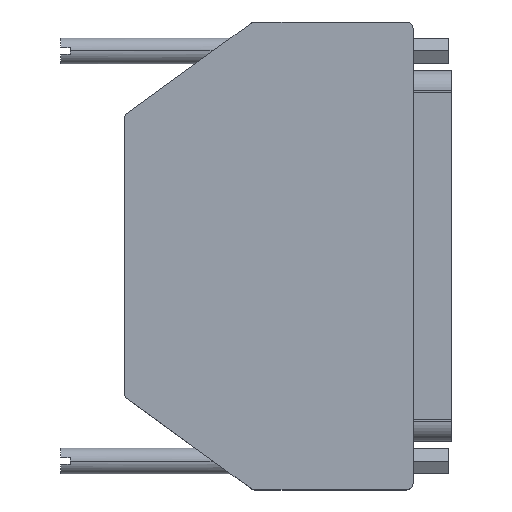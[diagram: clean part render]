
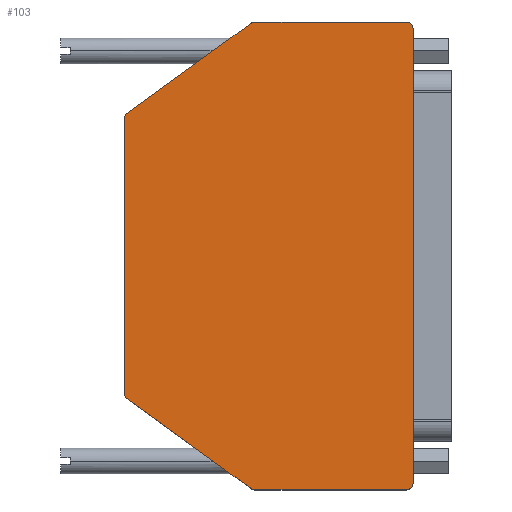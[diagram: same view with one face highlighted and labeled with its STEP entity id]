
A CAD part, top view. The second image highlights one B-rep face of the part: STEP entity #103.
In plain terms, the highlighted planar face has unit normal (0, 0, 1).
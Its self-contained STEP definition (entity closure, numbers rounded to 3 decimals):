
#103=ADVANCED_FACE('',(#227),#228,.T.);
#227=FACE_OUTER_BOUND('',#352,.T.);
#228=PLANE('',#353);
#352=EDGE_LOOP('',(#807,#808,#809,#810,#811,#812,#813,#814,#815,#816,#817,#818));
#353=AXIS2_PLACEMENT_3D('',#819,#820,#821);
#807=ORIENTED_EDGE('',*,*,#964,.F.);
#808=ORIENTED_EDGE('',*,*,#987,.F.);
#809=ORIENTED_EDGE('',*,*,#984,.F.);
#810=ORIENTED_EDGE('',*,*,#933,.F.);
#811=ORIENTED_EDGE('',*,*,#840,.F.);
#812=ORIENTED_EDGE('',*,*,#982,.F.);
#813=ORIENTED_EDGE('',*,*,#979,.F.);
#814=ORIENTED_EDGE('',*,*,#976,.F.);
#815=ORIENTED_EDGE('',*,*,#842,.F.);
#816=ORIENTED_EDGE('',*,*,#974,.F.);
#817=ORIENTED_EDGE('',*,*,#973,.F.);
#818=ORIENTED_EDGE('',*,*,#968,.F.);
#819=CARTESIAN_POINT('',(-20.09,0.,15.0));
#820=DIRECTION('',(0.0,0.0,1.0));
#821=DIRECTION('',(1.0,0.0,0.0));
#840=EDGE_CURVE('',#994,#990,#996,.T.);
#842=EDGE_CURVE('',#998,#1000,#1001,.T.);
#933=EDGE_CURVE('',#990,#1159,#1160,.T.);
#964=EDGE_CURVE('',#1204,#1205,#1206,.T.);
#968=EDGE_CURVE('',#1205,#1212,#1213,.T.);
#973=EDGE_CURVE('',#1212,#1218,#1221,.T.);
#974=EDGE_CURVE('',#1218,#998,#1222,.T.);
#976=EDGE_CURVE('',#1000,#1224,#1225,.T.);
#979=EDGE_CURVE('',#1224,#1229,#1230,.T.);
#982=EDGE_CURVE('',#1229,#994,#1234,.T.);
#984=EDGE_CURVE('',#1159,#1236,#1237,.T.);
#987=EDGE_CURVE('',#1236,#1204,#1241,.T.);
#990=VERTEX_POINT('',#1244);
#994=VERTEX_POINT('',#1249);
#996=CIRCLE('',#1252,1.);
#998=VERTEX_POINT('',#1254);
#1000=VERTEX_POINT('',#1257);
#1001=CIRCLE('',#1258,1.);
#1159=VERTEX_POINT('',#1475);
#1160=LINE('',#1476,#1477);
#1204=VERTEX_POINT('',#1547);
#1205=VERTEX_POINT('',#1548);
#1206=CIRCLE('',#1549,0.999);
#1212=VERTEX_POINT('',#1557);
#1213=LINE('',#1558,#1559);
#1218=VERTEX_POINT('',#1566);
#1221=CIRCLE('',#1570,1.);
#1222=LINE('',#1571,#1572);
#1224=VERTEX_POINT('',#1575);
#1225=LINE('',#1576,#1577);
#1229=VERTEX_POINT('',#1583);
#1230=CIRCLE('',#1584,0.999);
#1234=LINE('',#1589,#1590);
#1236=VERTEX_POINT('',#1593);
#1237=CIRCLE('',#1594,1.);
#1241=LINE('',#1599,#1600);
#1244=CARTESIAN_POINT('',(0.,35.5,15.0));
#1249=CARTESIAN_POINT('',(-1.,36.5,15.0));
#1252=AXIS2_PLACEMENT_3D('',#1608,#1609,#1610);
#1254=CARTESIAN_POINT('',(-45.,21.49,15.0));
#1257=CARTESIAN_POINT('',(-44.587,22.3,15.0));
#1258=AXIS2_PLACEMENT_3D('',#1612,#1613,#1614);
#1475=CARTESIAN_POINT('',(0.,-35.5,15.0));
#1476=CARTESIAN_POINT('',(0.0,-35.5,15.0));
#1477=VECTOR('',#1767,1.0);
#1547=CARTESIAN_POINT('',(-24.676,-36.5,15.0));
#1548=CARTESIAN_POINT('',(-25.263,-36.31,15.0));
#1549=AXIS2_PLACEMENT_3D('',#1806,#1807,#1808);
#1557=CARTESIAN_POINT('',(-44.587,-22.3,15.0));
#1558=CARTESIAN_POINT('',(-25.263,-36.31,15.0));
#1559=VECTOR('',#1814,1.0);
#1566=CARTESIAN_POINT('',(-45.,-21.49,15.0));
#1570=AXIS2_PLACEMENT_3D('',#1821,#1822,#1823);
#1571=CARTESIAN_POINT('',(-45.,-21.49,15.0));
#1572=VECTOR('',#1824,1.0);
#1575=CARTESIAN_POINT('',(-25.263,36.31,15.0));
#1576=CARTESIAN_POINT('',(-25.263,36.31,15.0));
#1577=VECTOR('',#1826,1.0);
#1583=CARTESIAN_POINT('',(-24.676,36.5,15.0));
#1584=AXIS2_PLACEMENT_3D('',#1829,#1830,#1831);
#1589=CARTESIAN_POINT('',(-1.,36.5,15.0));
#1590=VECTOR('',#1836,1.0);
#1593=CARTESIAN_POINT('',(-1.,-36.5,15.0));
#1594=AXIS2_PLACEMENT_3D('',#1838,#1839,#1840);
#1599=CARTESIAN_POINT('',(-1.,-36.5,15.0));
#1600=VECTOR('',#1845,1.0);
#1608=CARTESIAN_POINT('',(-1.,35.5,15.0));
#1609=DIRECTION('',(0.0,0.0,-1.0));
#1610=DIRECTION('',(1.0,0.0,0.0));
#1612=CARTESIAN_POINT('',(-44.,21.49,15.0));
#1613=DIRECTION('',(0.0,0.0,-1.0));
#1614=DIRECTION('',(1.0,0.0,0.0));
#1767=DIRECTION('',(-0.0,-1.0,-0.0));
#1806=CARTESIAN_POINT('',(-24.676,-35.501,15.0));
#1807=DIRECTION('',(0.0,0.0,-1.0));
#1808=DIRECTION('',(1.0,0.0,0.0));
#1814=DIRECTION('',(-0.81,0.587,0.0));
#1821=CARTESIAN_POINT('',(-44.,-21.49,15.0));
#1822=DIRECTION('',(0.0,0.0,-1.0));
#1823=DIRECTION('',(1.0,0.0,0.0));
#1824=DIRECTION('',(0.,1.0,0.0));
#1826=DIRECTION('',(0.81,0.587,0.0));
#1829=CARTESIAN_POINT('',(-24.676,35.501,15.0));
#1830=DIRECTION('',(0.0,0.0,-1.0));
#1831=DIRECTION('',(1.0,0.0,0.0));
#1836=DIRECTION('',(1.0,0.0,0.0));
#1838=CARTESIAN_POINT('',(-1.,-35.5,15.0));
#1839=DIRECTION('',(0.0,0.0,-1.0));
#1840=DIRECTION('',(1.0,0.0,0.0));
#1845=DIRECTION('',(-1.0,0.0,0.0));
